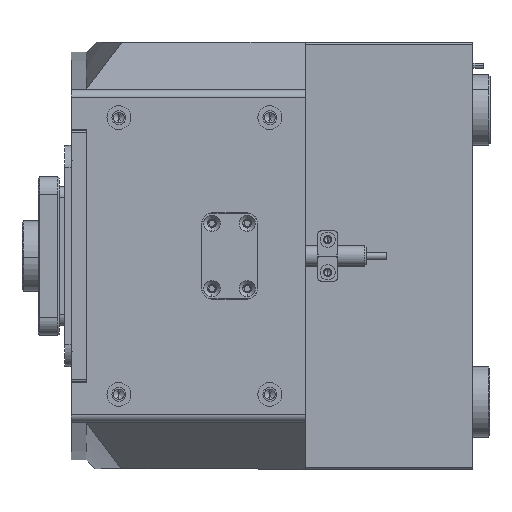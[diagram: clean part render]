
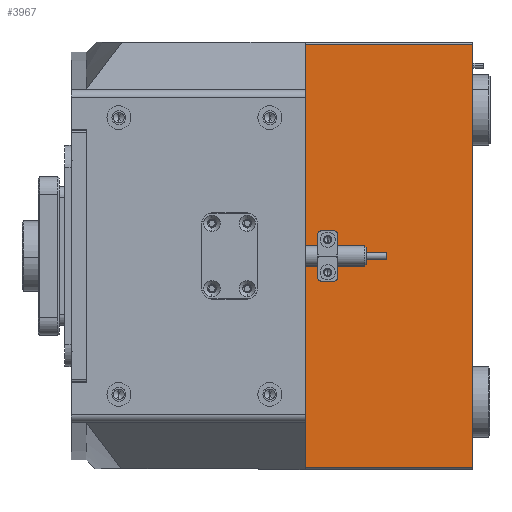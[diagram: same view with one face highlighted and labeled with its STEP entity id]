
A CAD part, left-side view. The second image highlights one B-rep face of the part: STEP entity #3967.
In plain terms, the highlighted planar face has unit normal (-1, 0, 0).
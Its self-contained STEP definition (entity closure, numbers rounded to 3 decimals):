
#1086 = FACE_BOUND ( 'NONE', #32933, .T. ) ;
#1233 = CARTESIAN_POINT ( 'NONE',  ( -145., -25., 85. ) ) ;
#2481 = CIRCLE ( 'NONE', #45805, 1.25 ) ;
#3169 = AXIS2_PLACEMENT_3D ( 'NONE', #14878, #10472, #46549 ) ;
#3967 = ADVANCED_FACE ( 'NONE', ( #21038, #1086, #51773 ), #35459, .F. ) ;
#4223 = CARTESIAN_POINT ( 'NONE',  ( -145., -34., -5.25 ) ) ;
#4469 = LINE ( 'NONE', #1233, #16970 ) ;
#4600 = CARTESIAN_POINT ( 'NONE',  ( -145., -91.5, -84. ) ) ;
#5522 = VERTEX_POINT ( 'NONE', #28006 ) ;
#8230 = EDGE_CURVE ( 'NONE', #31490, #23222, #13138, .T. ) ;
#8948 = CARTESIAN_POINT ( 'NONE',  ( -145., -34., -6.5 ) ) ;
#9830 = CARTESIAN_POINT ( 'NONE',  ( -145., -25., 84. ) ) ;
#9849 = CARTESIAN_POINT ( 'NONE',  ( -145., -91.5, 84. ) ) ;
#9993 = ORIENTED_EDGE ( 'NONE', *, *, #47911, .F. ) ;
#10472 = DIRECTION ( 'NONE',  ( -1., 0., 0. ) ) ;
#11180 = VERTEX_POINT ( 'NONE', #36245 ) ;
#11563 = CARTESIAN_POINT ( 'NONE',  ( -145., -34., -7.75 ) ) ;
#12106 = VERTEX_POINT ( 'NONE', #42685 ) ;
#12390 = VERTEX_POINT ( 'NONE', #4600 ) ;
#13138 = CIRCLE ( 'NONE', #42942, 1.25 ) ;
#13303 = DIRECTION ( 'NONE',  ( -1., 0., 0. ) ) ;
#14358 = ORIENTED_EDGE ( 'NONE', *, *, #41668, .F. ) ;
#14878 = CARTESIAN_POINT ( 'NONE',  ( -145., -34., 6.5 ) ) ;
#15725 = DIRECTION ( 'NONE',  ( 0., 0., 1. ) ) ;
#15944 = ORIENTED_EDGE ( 'NONE', *, *, #27712, .F. ) ;
#16046 = ORIENTED_EDGE ( 'NONE', *, *, #42827, .T. ) ;
#16063 = VERTEX_POINT ( 'NONE', #9830 ) ;
#16970 = VECTOR ( 'NONE', #17454, 1000. ) ;
#17454 = DIRECTION ( 'NONE',  ( 0., 0., -1. ) ) ;
#18024 = CARTESIAN_POINT ( 'NONE',  ( -145., -34., 6.5 ) ) ;
#20805 = LINE ( 'NONE', #22972, #22679 ) ;
#20813 = DIRECTION ( 'NONE',  ( 0., 0., 1. ) ) ;
#20918 = ORIENTED_EDGE ( 'NONE', *, *, #48841, .F. ) ;
#21038 = FACE_BOUND ( 'NONE', #42748, .T. ) ;
#22679 = VECTOR ( 'NONE', #35027, 1000. ) ;
#22972 = CARTESIAN_POINT ( 'NONE',  ( -145., -91.5, 85. ) ) ;
#23222 = VERTEX_POINT ( 'NONE', #4223 ) ;
#23768 = DIRECTION ( 'NONE',  ( 1., 0., 0. ) ) ;
#24963 = ORIENTED_EDGE ( 'NONE', *, *, #8230, .F. ) ;
#25917 = LINE ( 'NONE', #42308, #44052 ) ;
#26019 = AXIS2_PLACEMENT_3D ( 'NONE', #47198, #23768, #35809 ) ;
#27712 = EDGE_CURVE ( 'NONE', #12106, #12390, #20805, .T. ) ;
#28006 = CARTESIAN_POINT ( 'NONE',  ( -145., -34., 5.25 ) ) ;
#28950 = EDGE_CURVE ( 'NONE', #16063, #33360, #4469, .T. ) ;
#29465 = DIRECTION ( 'NONE',  ( 0., 0., 1. ) ) ;
#31490 = VERTEX_POINT ( 'NONE', #11563 ) ;
#32933 = EDGE_LOOP ( 'NONE', ( #9993, #24963 ) ) ;
#33073 = CARTESIAN_POINT ( 'NONE',  ( -145., -25., -84. ) ) ;
#33360 = VERTEX_POINT ( 'NONE', #33073 ) ;
#34116 = DIRECTION ( 'NONE',  ( 0., -1., 0. ) ) ;
#34910 = EDGE_LOOP ( 'NONE', ( #43343, #43153, #15944, #16046 ) ) ;
#35027 = DIRECTION ( 'NONE',  ( 0., 0., -1. ) ) ;
#35459 = PLANE ( 'NONE',  #26019 ) ;
#35809 = DIRECTION ( 'NONE',  ( 0., 0., -1. ) ) ;
#36245 = CARTESIAN_POINT ( 'NONE',  ( -145., -34., 7.75 ) ) ;
#36305 = AXIS2_PLACEMENT_3D ( 'NONE', #8948, #13303, #20813 ) ;
#38609 = VECTOR ( 'NONE', #49259, 1000. ) ;
#40553 = CIRCLE ( 'NONE', #36305, 1.25 ) ;
#41668 = EDGE_CURVE ( 'NONE', #5522, #11180, #2481, .T. ) ;
#41804 = DIRECTION ( 'NONE',  ( -1., 0., 0. ) ) ;
#42308 = CARTESIAN_POINT ( 'NONE',  ( -145., -91.5, -84. ) ) ;
#42362 = CIRCLE ( 'NONE', #3169, 1.25 ) ;
#42685 = CARTESIAN_POINT ( 'NONE',  ( -145., -91.5, 84. ) ) ;
#42748 = EDGE_LOOP ( 'NONE', ( #20918, #14358 ) ) ;
#42827 = EDGE_CURVE ( 'NONE', #12106, #16063, #47433, .T. ) ;
#42942 = AXIS2_PLACEMENT_3D ( 'NONE', #51274, #47568, #15725 ) ;
#43153 = ORIENTED_EDGE ( 'NONE', *, *, #45338, .T. ) ;
#43343 = ORIENTED_EDGE ( 'NONE', *, *, #28950, .T. ) ;
#44052 = VECTOR ( 'NONE', #34116, 1000. ) ;
#45338 = EDGE_CURVE ( 'NONE', #33360, #12390, #25917, .T. ) ;
#45805 = AXIS2_PLACEMENT_3D ( 'NONE', #18024, #41804, #29465 ) ;
#46549 = DIRECTION ( 'NONE',  ( 0., 0., 1. ) ) ;
#47198 = CARTESIAN_POINT ( 'NONE',  ( -145., -91.5, 85. ) ) ;
#47433 = LINE ( 'NONE', #9849, #38609 ) ;
#47568 = DIRECTION ( 'NONE',  ( -1., 0., 0. ) ) ;
#47911 = EDGE_CURVE ( 'NONE', #23222, #31490, #40553, .T. ) ;
#48841 = EDGE_CURVE ( 'NONE', #11180, #5522, #42362, .T. ) ;
#49259 = DIRECTION ( 'NONE',  ( 0., 1., 0. ) ) ;
#51274 = CARTESIAN_POINT ( 'NONE',  ( -145., -34., -6.5 ) ) ;
#51773 = FACE_OUTER_BOUND ( 'NONE', #34910, .T. ) ;
